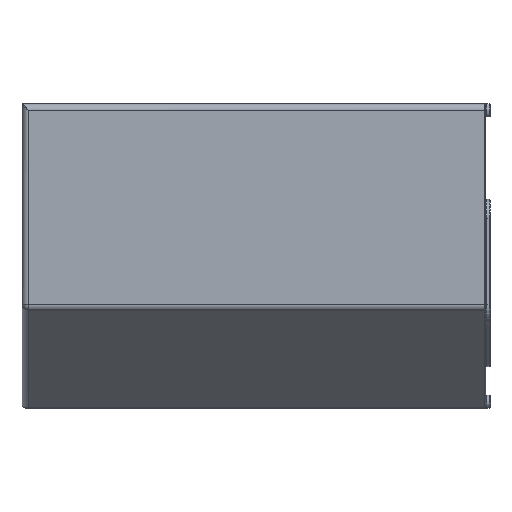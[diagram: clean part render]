
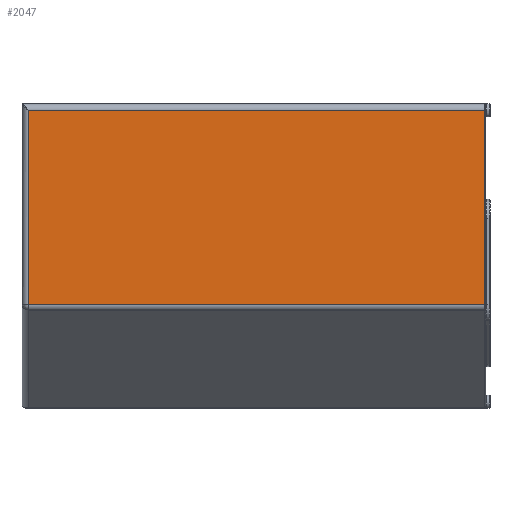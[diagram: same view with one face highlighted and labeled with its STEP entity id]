
A CAD part, left-side view. The second image highlights one B-rep face of the part: STEP entity #2047.
In plain terms, the highlighted planar face has unit normal (-1, 0, 0).
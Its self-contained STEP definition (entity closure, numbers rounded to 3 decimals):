
#4 = ORIENTED_EDGE ( 'NONE', *, *, #1986, .T. ) ;
#455 = VERTEX_POINT ( 'NONE', #598 ) ;
#504 = ORIENTED_EDGE ( 'NONE', *, *, #1429, .T. ) ;
#525 = VERTEX_POINT ( 'NONE', #1757 ) ;
#598 = CARTESIAN_POINT ( 'NONE',  ( -15., 1097., 461.8 ) ) ;
#610 = AXIS2_PLACEMENT_3D ( 'NONE', #2393, #801, #1719 ) ;
#681 = CARTESIAN_POINT ( 'NONE',  ( -15., 1112., 0. ) ) ;
#778 = DIRECTION ( 'NONE',  ( 0., 0., -1. ) ) ;
#801 = DIRECTION ( 'NONE',  ( 1., 0., 0. ) ) ;
#838 = PLANE ( 'NONE',  #610 ) ;
#885 = VERTEX_POINT ( 'NONE', #2237 ) ;
#1028 = VERTEX_POINT ( 'NONE', #1996 ) ;
#1032 = LINE ( 'NONE', #2447, #2171 ) ;
#1194 = ORIENTED_EDGE ( 'NONE', *, *, #2322, .F. ) ;
#1346 = LINE ( 'NONE', #2441, #1459 ) ;
#1355 = DIRECTION ( 'NONE',  ( 0., -1., 0. ) ) ;
#1429 = EDGE_CURVE ( 'NONE', #525, #885, #1032, .T. ) ;
#1459 = VECTOR ( 'NONE', #2200, 1000. ) ;
#1698 = LINE ( 'NONE', #2808, #1803 ) ;
#1719 = DIRECTION ( 'NONE',  ( 0., 0., -1. ) ) ;
#1757 = CARTESIAN_POINT ( 'NONE',  ( -15., 12., 0. ) ) ;
#1803 = VECTOR ( 'NONE', #778, 1000. ) ;
#1986 = EDGE_CURVE ( 'NONE', #455, #1028, #1698, .T. ) ;
#1996 = CARTESIAN_POINT ( 'NONE',  ( -15., 1097., 0. ) ) ;
#2001 = EDGE_LOOP ( 'NONE', ( #2781, #504, #1194, #4 ) ) ;
#2047 = ADVANCED_FACE ( 'NONE', ( #2213 ), #838, .F. ) ;
#2171 = VECTOR ( 'NONE', #2687, 1000. ) ;
#2200 = DIRECTION ( 'NONE',  ( 0., -1., 0. ) ) ;
#2213 = FACE_OUTER_BOUND ( 'NONE', #2001, .T. ) ;
#2237 = CARTESIAN_POINT ( 'NONE',  ( -15., 12., 461.8 ) ) ;
#2322 = EDGE_CURVE ( 'NONE', #455, #885, #1346, .T. ) ;
#2393 = CARTESIAN_POINT ( 'NONE',  ( -15., 1112., 0. ) ) ;
#2441 = CARTESIAN_POINT ( 'NONE',  ( -15., 1112., 461.8 ) ) ;
#2447 = CARTESIAN_POINT ( 'NONE',  ( -15., 12., 0. ) ) ;
#2545 = VECTOR ( 'NONE', #1355, 1000. ) ;
#2618 = LINE ( 'NONE', #681, #2545 ) ;
#2687 = DIRECTION ( 'NONE',  ( 0., 0., 1. ) ) ;
#2781 = ORIENTED_EDGE ( 'NONE', *, *, #2894, .T. ) ;
#2808 = CARTESIAN_POINT ( 'NONE',  ( -15., 1097., 0. ) ) ;
#2894 = EDGE_CURVE ( 'NONE', #1028, #525, #2618, .T. ) ;
